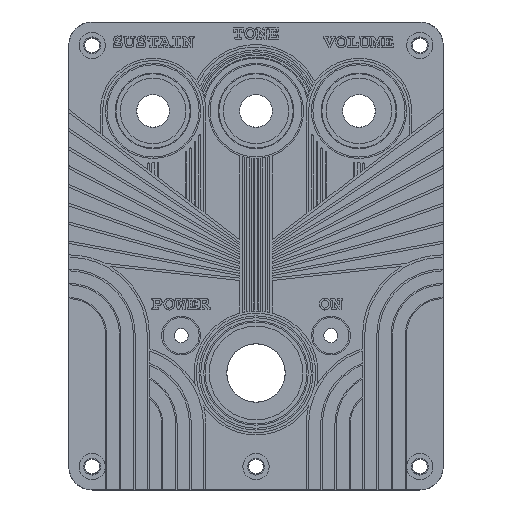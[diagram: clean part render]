
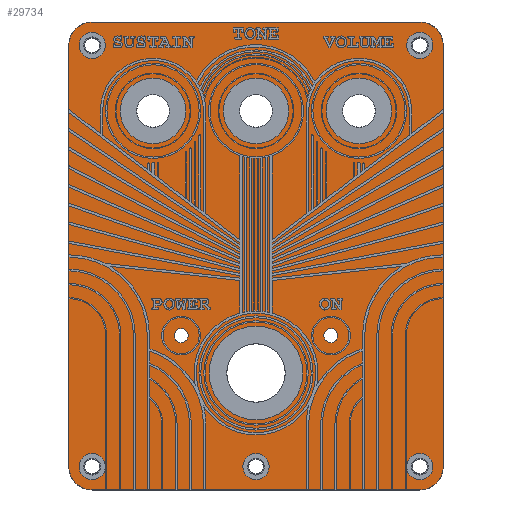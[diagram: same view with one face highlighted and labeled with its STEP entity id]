
A CAD part, top view. The second image highlights one B-rep face of the part: STEP entity #29734.
In plain terms, the highlighted planar face has unit normal (0, 0, 1).
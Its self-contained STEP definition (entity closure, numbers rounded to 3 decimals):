
#29734 = ADVANCED_FACE('',(#29735,#29869,#29880,#29891,#29902,#29913,
    #29924,#29935,#29946,#29957,#29968,#29979),#29990,.T.);
#29735 = FACE_BOUND('',#29736,.F.);
#29736 = EDGE_LOOP('',(#29737,#29748,#29756,#29764,#29772,#29781,#29789,
    #29797,#29805,#29814,#29822,#29830,#29838,#29847,#29855,#29863));
#29737 = ORIENTED_EDGE('',*,*,#29738,.T.);
#29738 = EDGE_CURVE('',#29739,#29741,#29743,.T.);
#29739 = VERTEX_POINT('',#29740);
#29740 = CARTESIAN_POINT('',(0.002,-4.782,1.56));
#29741 = VERTEX_POINT('',#29742);
#29742 = CARTESIAN_POINT('',(4.782,-0.002,1.56));
#29743 = CIRCLE('',#29744,5.002);
#29744 = AXIS2_PLACEMENT_3D('',#29745,#29746,#29747);
#29745 = CARTESIAN_POINT('',(5.,-5.,1.56));
#29746 = DIRECTION('',(0.,0.,-1.));
#29747 = DIRECTION('',(-0.999,0.044,0.));
#29748 = ORIENTED_EDGE('',*,*,#29749,.T.);
#29749 = EDGE_CURVE('',#29741,#29750,#29752,.T.);
#29750 = VERTEX_POINT('',#29751);
#29751 = CARTESIAN_POINT('',(5.,-0.,1.56));
#29752 = LINE('',#29753,#29754);
#29753 = CARTESIAN_POINT('',(4.782,-0.002,1.56));
#29754 = VECTOR('',#29755,1.);
#29755 = DIRECTION('',(1.,0.011,0.));
#29756 = ORIENTED_EDGE('',*,*,#29757,.T.);
#29757 = EDGE_CURVE('',#29750,#29758,#29760,.T.);
#29758 = VERTEX_POINT('',#29759);
#29759 = CARTESIAN_POINT('',(75.,-0.,1.56));
#29760 = LINE('',#29761,#29762);
#29761 = CARTESIAN_POINT('',(5.,-0.,1.56));
#29762 = VECTOR('',#29763,1.);
#29763 = DIRECTION('',(1.,0.,0.));
#29764 = ORIENTED_EDGE('',*,*,#29765,.T.);
#29765 = EDGE_CURVE('',#29758,#29766,#29768,.T.);
#29766 = VERTEX_POINT('',#29767);
#29767 = CARTESIAN_POINT('',(75.218,-0.002,1.56));
#29768 = LINE('',#29769,#29770);
#29769 = CARTESIAN_POINT('',(75.,-0.,1.56));
#29770 = VECTOR('',#29771,1.);
#29771 = DIRECTION('',(1.,-0.011,0.));
#29772 = ORIENTED_EDGE('',*,*,#29773,.T.);
#29773 = EDGE_CURVE('',#29766,#29774,#29776,.T.);
#29774 = VERTEX_POINT('',#29775);
#29775 = CARTESIAN_POINT('',(79.998,-4.782,1.56));
#29776 = CIRCLE('',#29777,5.002);
#29777 = AXIS2_PLACEMENT_3D('',#29778,#29779,#29780);
#29778 = CARTESIAN_POINT('',(75.,-5.,1.56));
#29779 = DIRECTION('',(0.,0.,-1.));
#29780 = DIRECTION('',(0.044,0.999,0.));
#29781 = ORIENTED_EDGE('',*,*,#29782,.T.);
#29782 = EDGE_CURVE('',#29774,#29783,#29785,.T.);
#29783 = VERTEX_POINT('',#29784);
#29784 = CARTESIAN_POINT('',(80.,-5.,1.56));
#29785 = LINE('',#29786,#29787);
#29786 = CARTESIAN_POINT('',(79.998,-4.782,1.56));
#29787 = VECTOR('',#29788,1.);
#29788 = DIRECTION('',(0.011,-1.,0.));
#29789 = ORIENTED_EDGE('',*,*,#29790,.T.);
#29790 = EDGE_CURVE('',#29783,#29791,#29793,.T.);
#29791 = VERTEX_POINT('',#29792);
#29792 = CARTESIAN_POINT('',(80.,-95.,1.56));
#29793 = LINE('',#29794,#29795);
#29794 = CARTESIAN_POINT('',(80.,-5.,1.56));
#29795 = VECTOR('',#29796,1.);
#29796 = DIRECTION('',(0.,-1.,0.));
#29797 = ORIENTED_EDGE('',*,*,#29798,.T.);
#29798 = EDGE_CURVE('',#29791,#29799,#29801,.T.);
#29799 = VERTEX_POINT('',#29800);
#29800 = CARTESIAN_POINT('',(79.998,-95.218,1.56));
#29801 = LINE('',#29802,#29803);
#29802 = CARTESIAN_POINT('',(80.,-95.,1.56));
#29803 = VECTOR('',#29804,1.);
#29804 = DIRECTION('',(-0.011,-1.,0.));
#29805 = ORIENTED_EDGE('',*,*,#29806,.T.);
#29806 = EDGE_CURVE('',#29799,#29807,#29809,.T.);
#29807 = VERTEX_POINT('',#29808);
#29808 = CARTESIAN_POINT('',(75.218,-99.998,1.56));
#29809 = CIRCLE('',#29810,5.002);
#29810 = AXIS2_PLACEMENT_3D('',#29811,#29812,#29813);
#29811 = CARTESIAN_POINT('',(75.,-95.,1.56));
#29812 = DIRECTION('',(0.,0.,-1.));
#29813 = DIRECTION('',(0.999,-0.044,0.));
#29814 = ORIENTED_EDGE('',*,*,#29815,.T.);
#29815 = EDGE_CURVE('',#29807,#29816,#29818,.T.);
#29816 = VERTEX_POINT('',#29817);
#29817 = CARTESIAN_POINT('',(75.,-100.,1.56));
#29818 = LINE('',#29819,#29820);
#29819 = CARTESIAN_POINT('',(75.218,-99.998,1.56));
#29820 = VECTOR('',#29821,1.);
#29821 = DIRECTION('',(-1.,-0.011,0.));
#29822 = ORIENTED_EDGE('',*,*,#29823,.T.);
#29823 = EDGE_CURVE('',#29816,#29824,#29826,.T.);
#29824 = VERTEX_POINT('',#29825);
#29825 = CARTESIAN_POINT('',(5.,-100.,1.56));
#29826 = LINE('',#29827,#29828);
#29827 = CARTESIAN_POINT('',(75.,-100.,1.56));
#29828 = VECTOR('',#29829,1.);
#29829 = DIRECTION('',(-1.,0.,0.));
#29830 = ORIENTED_EDGE('',*,*,#29831,.T.);
#29831 = EDGE_CURVE('',#29824,#29832,#29834,.T.);
#29832 = VERTEX_POINT('',#29833);
#29833 = CARTESIAN_POINT('',(4.782,-99.998,1.56));
#29834 = LINE('',#29835,#29836);
#29835 = CARTESIAN_POINT('',(5.,-100.,1.56));
#29836 = VECTOR('',#29837,1.);
#29837 = DIRECTION('',(-1.,0.011,0.));
#29838 = ORIENTED_EDGE('',*,*,#29839,.T.);
#29839 = EDGE_CURVE('',#29832,#29840,#29842,.T.);
#29840 = VERTEX_POINT('',#29841);
#29841 = CARTESIAN_POINT('',(0.002,-95.218,1.56));
#29842 = CIRCLE('',#29843,5.002);
#29843 = AXIS2_PLACEMENT_3D('',#29844,#29845,#29846);
#29844 = CARTESIAN_POINT('',(5.,-95.,1.56));
#29845 = DIRECTION('',(0.,0.,-1.));
#29846 = DIRECTION('',(-0.044,-0.999,-0.));
#29847 = ORIENTED_EDGE('',*,*,#29848,.T.);
#29848 = EDGE_CURVE('',#29840,#29849,#29851,.T.);
#29849 = VERTEX_POINT('',#29850);
#29850 = CARTESIAN_POINT('',(0.,-95.,1.56));
#29851 = LINE('',#29852,#29853);
#29852 = CARTESIAN_POINT('',(0.002,-95.218,1.56));
#29853 = VECTOR('',#29854,1.);
#29854 = DIRECTION('',(-0.011,1.,0.));
#29855 = ORIENTED_EDGE('',*,*,#29856,.T.);
#29856 = EDGE_CURVE('',#29849,#29857,#29859,.T.);
#29857 = VERTEX_POINT('',#29858);
#29858 = CARTESIAN_POINT('',(0.,-5.,1.56));
#29859 = LINE('',#29860,#29861);
#29860 = CARTESIAN_POINT('',(0.,-95.,1.56));
#29861 = VECTOR('',#29862,1.);
#29862 = DIRECTION('',(0.,1.,0.));
#29863 = ORIENTED_EDGE('',*,*,#29864,.T.);
#29864 = EDGE_CURVE('',#29857,#29739,#29865,.T.);
#29865 = LINE('',#29866,#29867);
#29866 = CARTESIAN_POINT('',(0.,-5.,1.56));
#29867 = VECTOR('',#29868,1.);
#29868 = DIRECTION('',(0.011,1.,0.));
#29869 = FACE_BOUND('',#29870,.F.);
#29870 = EDGE_LOOP('',(#29871));
#29871 = ORIENTED_EDGE('',*,*,#29872,.T.);
#29872 = EDGE_CURVE('',#29873,#29873,#29875,.T.);
#29873 = VERTEX_POINT('',#29874);
#29874 = CARTESIAN_POINT('',(7.8,-95.,1.56));
#29875 = CIRCLE('',#29876,2.8);
#29876 = AXIS2_PLACEMENT_3D('',#29877,#29878,#29879);
#29877 = CARTESIAN_POINT('',(5.,-95.,1.56));
#29878 = DIRECTION('',(0.,0.,1.));
#29879 = DIRECTION('',(1.,0.,-0.));
#29880 = FACE_BOUND('',#29881,.F.);
#29881 = EDGE_LOOP('',(#29882));
#29882 = ORIENTED_EDGE('',*,*,#29883,.T.);
#29883 = EDGE_CURVE('',#29884,#29884,#29886,.T.);
#29884 = VERTEX_POINT('',#29885);
#29885 = CARTESIAN_POINT('',(42.8,-95.,1.56));
#29886 = CIRCLE('',#29887,2.8);
#29887 = AXIS2_PLACEMENT_3D('',#29888,#29889,#29890);
#29888 = CARTESIAN_POINT('',(40.,-95.,1.56));
#29889 = DIRECTION('',(0.,0.,1.));
#29890 = DIRECTION('',(1.,0.,-0.));
#29891 = FACE_BOUND('',#29892,.F.);
#29892 = EDGE_LOOP('',(#29893));
#29893 = ORIENTED_EDGE('',*,*,#29894,.T.);
#29894 = EDGE_CURVE('',#29895,#29895,#29897,.T.);
#29895 = VERTEX_POINT('',#29896);
#29896 = CARTESIAN_POINT('',(77.8,-95.,1.56));
#29897 = CIRCLE('',#29898,2.8);
#29898 = AXIS2_PLACEMENT_3D('',#29899,#29900,#29901);
#29899 = CARTESIAN_POINT('',(75.,-95.,1.56));
#29900 = DIRECTION('',(0.,0.,1.));
#29901 = DIRECTION('',(1.,0.,-0.));
#29902 = FACE_BOUND('',#29903,.F.);
#29903 = EDGE_LOOP('',(#29904));
#29904 = ORIENTED_EDGE('',*,*,#29905,.T.);
#29905 = EDGE_CURVE('',#29906,#29906,#29908,.T.);
#29906 = VERTEX_POINT('',#29907);
#29907 = CARTESIAN_POINT('',(50.,-75.,1.56));
#29908 = CIRCLE('',#29909,10.);
#29909 = AXIS2_PLACEMENT_3D('',#29910,#29911,#29912);
#29910 = CARTESIAN_POINT('',(40.,-75.,1.56));
#29911 = DIRECTION('',(0.,0.,1.));
#29912 = DIRECTION('',(1.,0.,-0.));
#29913 = FACE_BOUND('',#29914,.F.);
#29914 = EDGE_LOOP('',(#29915));
#29915 = ORIENTED_EDGE('',*,*,#29916,.T.);
#29916 = EDGE_CURVE('',#29917,#29917,#29919,.T.);
#29917 = VERTEX_POINT('',#29918);
#29918 = CARTESIAN_POINT('',(25.5,-67.,1.56));
#29919 = CIRCLE('',#29920,1.5);
#29920 = AXIS2_PLACEMENT_3D('',#29921,#29922,#29923);
#29921 = CARTESIAN_POINT('',(24.,-67.,1.56));
#29922 = DIRECTION('',(0.,0.,1.));
#29923 = DIRECTION('',(1.,0.,-0.));
#29924 = FACE_BOUND('',#29925,.F.);
#29925 = EDGE_LOOP('',(#29926));
#29926 = ORIENTED_EDGE('',*,*,#29927,.T.);
#29927 = EDGE_CURVE('',#29928,#29928,#29930,.T.);
#29928 = VERTEX_POINT('',#29929);
#29929 = CARTESIAN_POINT('',(57.5,-67.,1.56));
#29930 = CIRCLE('',#29931,1.5);
#29931 = AXIS2_PLACEMENT_3D('',#29932,#29933,#29934);
#29932 = CARTESIAN_POINT('',(56.,-67.,1.56));
#29933 = DIRECTION('',(0.,0.,1.));
#29934 = DIRECTION('',(1.,0.,-0.));
#29935 = FACE_BOUND('',#29936,.F.);
#29936 = EDGE_LOOP('',(#29937));
#29937 = ORIENTED_EDGE('',*,*,#29938,.T.);
#29938 = EDGE_CURVE('',#29939,#29939,#29941,.T.);
#29939 = VERTEX_POINT('',#29940);
#29940 = CARTESIAN_POINT('',(25.,-19.,1.56));
#29941 = CIRCLE('',#29942,7.);
#29942 = AXIS2_PLACEMENT_3D('',#29943,#29944,#29945);
#29943 = CARTESIAN_POINT('',(18.,-19.,1.56));
#29944 = DIRECTION('',(0.,0.,1.));
#29945 = DIRECTION('',(1.,0.,-0.));
#29946 = FACE_BOUND('',#29947,.F.);
#29947 = EDGE_LOOP('',(#29948));
#29948 = ORIENTED_EDGE('',*,*,#29949,.T.);
#29949 = EDGE_CURVE('',#29950,#29950,#29952,.T.);
#29950 = VERTEX_POINT('',#29951);
#29951 = CARTESIAN_POINT('',(47.,-19.,1.56));
#29952 = CIRCLE('',#29953,7.);
#29953 = AXIS2_PLACEMENT_3D('',#29954,#29955,#29956);
#29954 = CARTESIAN_POINT('',(40.,-19.,1.56));
#29955 = DIRECTION('',(0.,0.,1.));
#29956 = DIRECTION('',(1.,0.,-0.));
#29957 = FACE_BOUND('',#29958,.F.);
#29958 = EDGE_LOOP('',(#29959));
#29959 = ORIENTED_EDGE('',*,*,#29960,.T.);
#29960 = EDGE_CURVE('',#29961,#29961,#29963,.T.);
#29961 = VERTEX_POINT('',#29962);
#29962 = CARTESIAN_POINT('',(69.,-19.,1.56));
#29963 = CIRCLE('',#29964,7.);
#29964 = AXIS2_PLACEMENT_3D('',#29965,#29966,#29967);
#29965 = CARTESIAN_POINT('',(62.,-19.,1.56));
#29966 = DIRECTION('',(0.,0.,1.));
#29967 = DIRECTION('',(1.,0.,-0.));
#29968 = FACE_BOUND('',#29969,.F.);
#29969 = EDGE_LOOP('',(#29970));
#29970 = ORIENTED_EDGE('',*,*,#29971,.T.);
#29971 = EDGE_CURVE('',#29972,#29972,#29974,.T.);
#29972 = VERTEX_POINT('',#29973);
#29973 = CARTESIAN_POINT('',(7.8,-5.,1.56));
#29974 = CIRCLE('',#29975,2.8);
#29975 = AXIS2_PLACEMENT_3D('',#29976,#29977,#29978);
#29976 = CARTESIAN_POINT('',(5.,-5.,1.56));
#29977 = DIRECTION('',(0.,0.,1.));
#29978 = DIRECTION('',(1.,0.,-0.));
#29979 = FACE_BOUND('',#29980,.F.);
#29980 = EDGE_LOOP('',(#29981));
#29981 = ORIENTED_EDGE('',*,*,#29982,.T.);
#29982 = EDGE_CURVE('',#29983,#29983,#29985,.T.);
#29983 = VERTEX_POINT('',#29984);
#29984 = CARTESIAN_POINT('',(77.8,-5.,1.56));
#29985 = CIRCLE('',#29986,2.8);
#29986 = AXIS2_PLACEMENT_3D('',#29987,#29988,#29989);
#29987 = CARTESIAN_POINT('',(75.,-5.,1.56));
#29988 = DIRECTION('',(0.,0.,1.));
#29989 = DIRECTION('',(1.,0.,-0.));
#29990 = PLANE('',#29991);
#29991 = AXIS2_PLACEMENT_3D('',#29992,#29993,#29994);
#29992 = CARTESIAN_POINT('',(0.,0.,1.56));
#29993 = DIRECTION('',(0.,0.,1.));
#29994 = DIRECTION('',(1.,0.,-0.));
